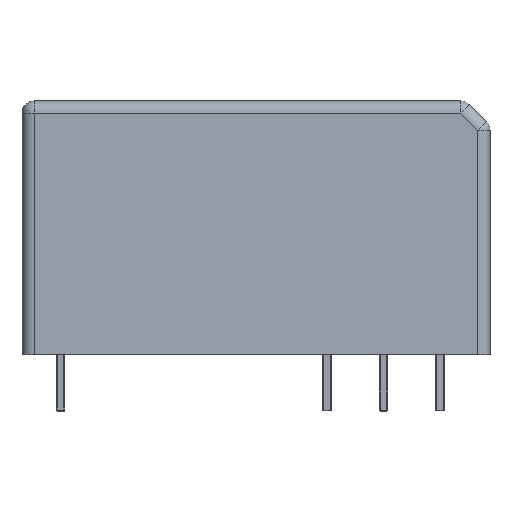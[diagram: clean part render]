
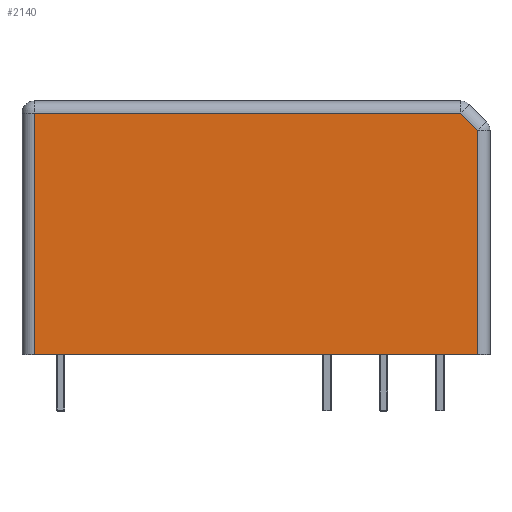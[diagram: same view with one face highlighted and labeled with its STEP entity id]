
A CAD part, top view. The second image highlights one B-rep face of the part: STEP entity #2140.
In plain terms, the highlighted planar face has unit normal (0, 0, 1).
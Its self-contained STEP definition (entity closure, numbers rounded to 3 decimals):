
#32 = DIRECTION ( 'NONE',  ( 1., 0., 0. ) ) ;
#96 = VERTEX_POINT ( 'NONE', #3744 ) ;
#150 = CARTESIAN_POINT ( 'NONE',  ( 12.47, 15.17, 6.35 ) ) ;
#221 = VERTEX_POINT ( 'NONE', #2005 ) ;
#401 = VERTEX_POINT ( 'NONE', #2439 ) ;
#462 = ORIENTED_EDGE ( 'NONE', *, *, #2361, .T. ) ;
#583 = CARTESIAN_POINT ( 'NONE',  ( 13.75, 0., 6.35 ) ) ;
#584 = VECTOR ( 'NONE', #901, 1000. ) ;
#834 = EDGE_LOOP ( 'NONE', ( #1268, #929, #3012, #1197, #462 ) ) ;
#901 = DIRECTION ( 'NONE',  ( 0., 1., 0. ) ) ;
#929 = ORIENTED_EDGE ( 'NONE', *, *, #1565, .T. ) ;
#953 = EDGE_CURVE ( 'NONE', #96, #3224, #3310, .T. ) ;
#987 = VERTEX_POINT ( 'NONE', #1249 ) ;
#996 = DIRECTION ( 'NONE',  ( 0., -1., 0. ) ) ;
#1095 = FACE_OUTER_BOUND ( 'NONE', #834, .T. ) ;
#1099 = PLANE ( 'NONE',  #3180 ) ;
#1162 = CARTESIAN_POINT ( 'NONE',  ( 13.75, 15.7, 6.35 ) ) ;
#1197 = ORIENTED_EDGE ( 'NONE', *, *, #3557, .T. ) ;
#1234 = LINE ( 'NONE', #150, #1639 ) ;
#1249 = CARTESIAN_POINT ( 'NONE',  ( -13.75, 14.95, 6.35 ) ) ;
#1268 = ORIENTED_EDGE ( 'NONE', *, *, #1664, .T. ) ;
#1565 = EDGE_CURVE ( 'NONE', #987, #96, #3109, .T. ) ;
#1578 = VECTOR ( 'NONE', #2331, 1000. ) ;
#1639 = VECTOR ( 'NONE', #2613, 1000. ) ;
#1664 = EDGE_CURVE ( 'NONE', #401, #987, #3720, .T. ) ;
#1978 = CARTESIAN_POINT ( 'NONE',  ( -13.75, 15.7, 6.35 ) ) ;
#2005 = CARTESIAN_POINT ( 'NONE',  ( 13.75, 13.889, 6.35 ) ) ;
#2025 = DIRECTION ( 'NONE',  ( -1., 0., 0. ) ) ;
#2027 = CARTESIAN_POINT ( 'NONE',  ( -14.5, 14.95, 6.35 ) ) ;
#2140 = ADVANCED_FACE ( 'NONE', ( #1095 ), #1099, .F. ) ;
#2331 = DIRECTION ( 'NONE',  ( -1., 0., 0. ) ) ;
#2361 = EDGE_CURVE ( 'NONE', #221, #401, #1234, .T. ) ;
#2431 = LINE ( 'NONE', #1162, #584 ) ;
#2439 = CARTESIAN_POINT ( 'NONE',  ( 12.689, 14.95, 6.35 ) ) ;
#2613 = DIRECTION ( 'NONE',  ( -0.707, 0.707, 0. ) ) ;
#2922 = CARTESIAN_POINT ( 'NONE',  ( -14.5, 15.7, 6.35 ) ) ;
#3012 = ORIENTED_EDGE ( 'NONE', *, *, #953, .T. ) ;
#3109 = LINE ( 'NONE', #1978, #3392 ) ;
#3180 = AXIS2_PLACEMENT_3D ( 'NONE', #2922, #3843, #2025 ) ;
#3224 = VERTEX_POINT ( 'NONE', #583 ) ;
#3310 = LINE ( 'NONE', #3736, #3687 ) ;
#3392 = VECTOR ( 'NONE', #996, 1000. ) ;
#3557 = EDGE_CURVE ( 'NONE', #3224, #221, #2431, .T. ) ;
#3687 = VECTOR ( 'NONE', #32, 1000. ) ;
#3720 = LINE ( 'NONE', #2027, #1578 ) ;
#3736 = CARTESIAN_POINT ( 'NONE',  ( -14.5, 0., 6.35 ) ) ;
#3744 = CARTESIAN_POINT ( 'NONE',  ( -13.75, 0., 6.35 ) ) ;
#3843 = DIRECTION ( 'NONE',  ( 0., 0., -1. ) ) ;
